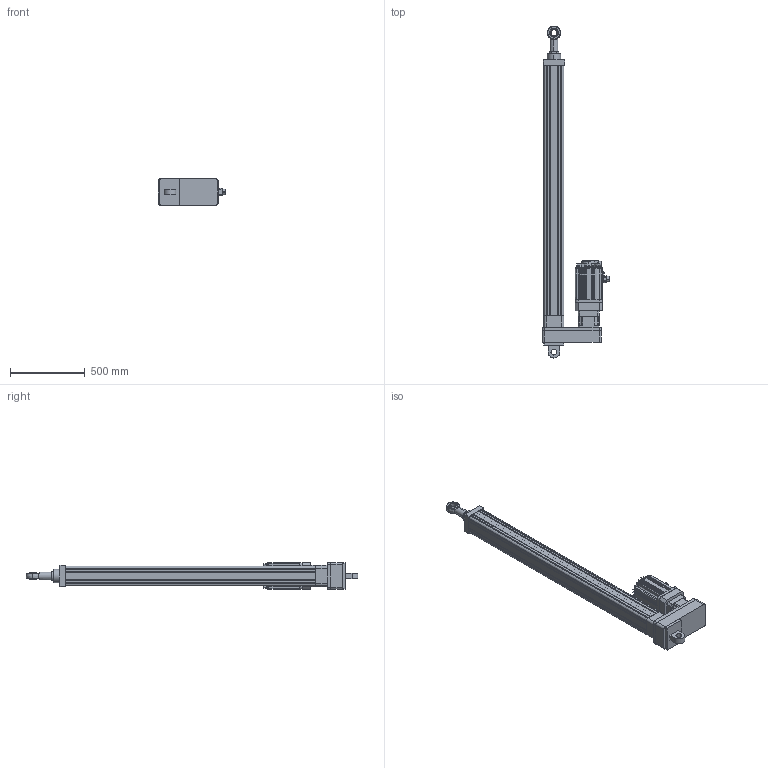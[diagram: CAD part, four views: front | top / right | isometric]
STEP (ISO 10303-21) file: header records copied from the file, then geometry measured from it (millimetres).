
FILE_DESCRIPTION (( 'STEP AP203' ), '1' );
FILE_NAME ('240821-DB-134缸折叠1500行程装配体.STEP', '2024-08-21T06:58:53', ( '微软用户' ), ( '微软中国' ), 'SwSTEP 2.0', 'SolidWorks 2022', '' );
FILE_SCHEMA (( 'CONFIG_CONTROL_DESIGN' ));
Length unit declared in the file: millimetre
Products named in the file (6): rebn-40; ECMA-FX1845SS; 134缸行程1500折叠; 240821-DB-134缸折叠1500行程装配体; 134缸后单销耳; PGH142(新款单级35-114.3-200-M12)
Assembly tree (5 placements, depth 2):
  240821-DB-134缸折叠1500行程装配体
    134缸行程1500折叠
    134缸后单销耳
    rebn-40
    PGH142(新款单级35-114.3-200-M12)
    ECMA-FX1845SS
Bounding box: 451.02 x 2224.5 x 180 mm (x, y, z)
Volume: 29276155.5 mm3; surface area: 3067447.2 mm2
Topology: 8 solids, 9 shells, 1166 faces, 2849 edges, 1795 vertices
Faces by surface type: plane 528, cylinder 487, bspline 84, cone 56, torus 11
Entity records: 43126 total; most frequent: CARTESIAN_POINT 15616, ORIENTED_EDGE 5654, DIRECTION 5524, EDGE_CURVE 2827, AXIS2_PLACEMENT_3D 2011, VERTEX_POINT 1795, VECTOR 1502, LINE 1502
